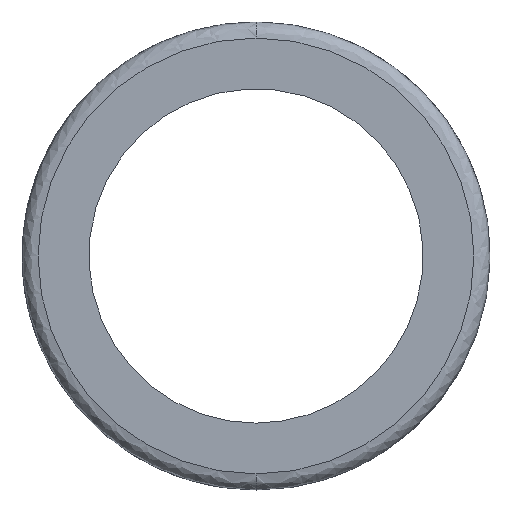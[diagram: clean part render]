
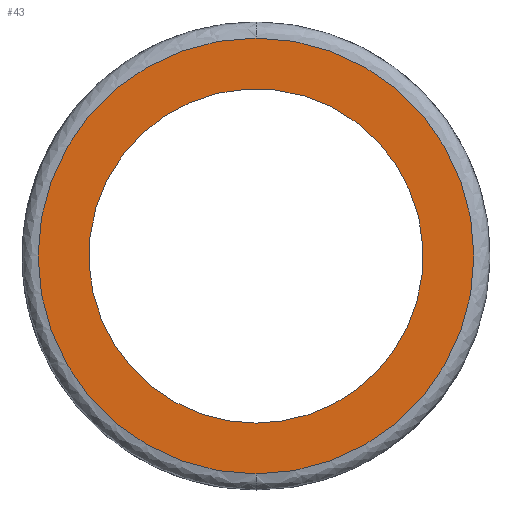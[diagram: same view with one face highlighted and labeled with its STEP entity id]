
A CAD part, front view. The second image highlights one B-rep face of the part: STEP entity #43.
In plain terms, the highlighted planar face has unit normal (0, -1, 0).
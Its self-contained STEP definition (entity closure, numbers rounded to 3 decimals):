
#43=ADVANCED_FACE('',(#90,#91),#89,.F.);
#89=PLANE('',#241);
#90=FACE_OUTER_BOUND('',#242,.T.);
#91=FACE_BOUND('',#243,.T.);
#238=CARTESIAN_POINT('',(-33.879,0.,-37.49));
#239=DIRECTION('',(0.,1.,0.));
#240=DIRECTION('',(0.,0.,1.));
#241=AXIS2_PLACEMENT_3D('',#238,#239,#240);
#242=EDGE_LOOP('',(#405,#406));
#243=EDGE_LOOP('',(#407,#408,#409));
#405=ORIENTED_EDGE('',*,*,#499,.T.);
#406=ORIENTED_EDGE('',*,*,#500,.T.);
#407=ORIENTED_EDGE('',*,*,#501,.F.);
#408=ORIENTED_EDGE('',*,*,#502,.F.);
#409=ORIENTED_EDGE('',*,*,#503,.F.);
#499=EDGE_CURVE('',#648,#649,#650,.T.);
#500=EDGE_CURVE('',#649,#648,#656,.T.);
#501=EDGE_CURVE('',#662,#663,#664,.T.);
#502=EDGE_CURVE('',#670,#662,#671,.T.);
#503=EDGE_CURVE('',#663,#670,#677,.T.);
#648=VERTEX_POINT('',#931);
#649=VERTEX_POINT('',#932);
#650=CIRCLE('',#936,16.3);
#656=CIRCLE('',#940,16.3);
#662=VERTEX_POINT('',#941);
#663=VERTEX_POINT('',#942);
#664=CIRCLE('',#946,12.5);
#670=VERTEX_POINT('',#947);
#671=CIRCLE('',#951,12.5);
#677=CIRCLE('',#955,12.5);
#931=CARTESIAN_POINT('',(0.,0.,16.3));
#932=CARTESIAN_POINT('',(0.,0.,-16.3));
#933=CARTESIAN_POINT('',(0.,0.,0.));
#934=DIRECTION('',(0.,-1.,0.));
#935=DIRECTION('',(0.,0.,1.));
#936=AXIS2_PLACEMENT_3D('',#933,#934,#935);
#937=CARTESIAN_POINT('',(0.,0.,0.));
#938=DIRECTION('',(0.,-1.,0.));
#939=DIRECTION('',(0.,0.,1.));
#940=AXIS2_PLACEMENT_3D('',#937,#938,#939);
#941=CARTESIAN_POINT('',(-12.413,0.,1.475));
#942=CARTESIAN_POINT('',(0.,0.,-12.5));
#943=CARTESIAN_POINT('',(0.,0.,0.));
#944=DIRECTION('',(0.,-1.,0.));
#945=DIRECTION('',(0.,0.,-1.));
#946=AXIS2_PLACEMENT_3D('',#943,#944,#945);
#947=CARTESIAN_POINT('',(12.412,0.,-1.478));
#948=CARTESIAN_POINT('',(0.,0.,0.));
#949=DIRECTION('',(0.,-1.,0.));
#950=DIRECTION('',(0.,0.,-1.));
#951=AXIS2_PLACEMENT_3D('',#948,#949,#950);
#952=CARTESIAN_POINT('',(0.,0.,0.));
#953=DIRECTION('',(0.,-1.,0.));
#954=DIRECTION('',(0.,0.,-1.));
#955=AXIS2_PLACEMENT_3D('',#952,#953,#954);
